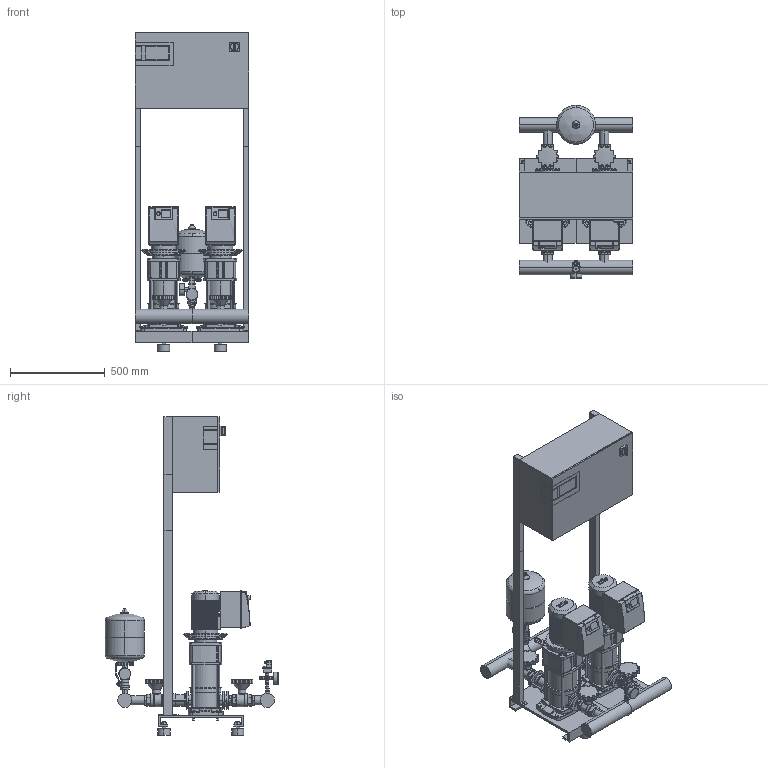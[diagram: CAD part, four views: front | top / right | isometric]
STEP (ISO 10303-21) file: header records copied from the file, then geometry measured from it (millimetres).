
FILE_DESCRIPTION((''),'2;1');
FILE_NAME('3d_COR-2HELIXVE1002_K_CCE-01-2535967.stp','2015-10-02T14:55:09',(''),(''),'Mechanical Desktop 2009','Mechanical Desktop 2009',', , ');
FILE_SCHEMA(('CONFIG_CONTROL_DESIGN'));
Length unit declared in the file: millimetre
Products named in the file (1): Product
Bounding box: 600 x 917 x 1685 mm (x, y, z)
Volume: 121576927.5 mm3; surface area: 6337660.8 mm2
Topology: 136 solids, 136 shells, 3433 faces, 8679 edges, 5636 vertices
Faces by surface type: plane 1174, cylinder 988, bspline 982, cone 129, torus 112, sphere 48
Entity records: 113412 total; most frequent: CARTESIAN_POINT 31926, ORIENTED_EDGE 17274, DIRECTION 16102, EDGE_CURVE 8637, VERTEX_POINT 5629, AXIS2_PLACEMENT_3D 5489, VECTOR 5124, LINE 5124
